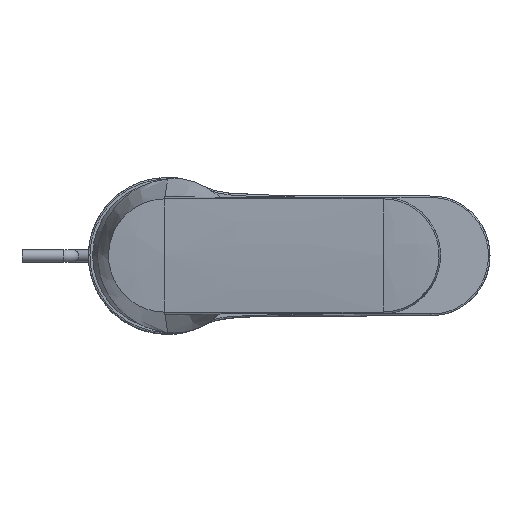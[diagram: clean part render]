
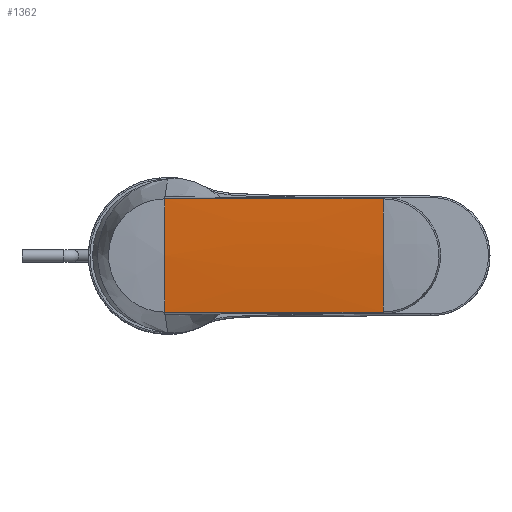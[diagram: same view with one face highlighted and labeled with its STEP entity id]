
A CAD part, top view. The second image highlights one B-rep face of the part: STEP entity #1362.
In plain terms, the highlighted free-form (B-spline) face has degree [5, 3] with [6, 4] control points.
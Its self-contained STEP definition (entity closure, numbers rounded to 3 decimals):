
#227=B_SPLINE_CURVE_WITH_KNOTS('',3,(#7090,#7091,#7092,#7093),
 .UNSPECIFIED.,.F.,.F.,(4,4),(0.,1.),
 .UNSPECIFIED.);
#234=B_SPLINE_CURVE_WITH_KNOTS('',3,(#7222,#7223,#7224,#7225),
 .UNSPECIFIED.,.F.,.F.,(4,4),(0.,1.),.UNSPECIFIED.);
#235=B_SPLINE_CURVE_WITH_KNOTS('',3,(#7228,#7229,#7230,#7231),
 .UNSPECIFIED.,.F.,.F.,(4,4),(0.,0.071),.UNSPECIFIED.);
#236=B_SPLINE_CURVE_WITH_KNOTS('',3,(#7232,#7233,#7234,#7235),
 .UNSPECIFIED.,.F.,.F.,(4,4),(0.,0.071),
 .UNSPECIFIED.);
#278=B_SPLINE_SURFACE_WITH_KNOTS('',5,3,((#7198,#7199,#7200,#7201),(#7202,
#7203,#7204,#7205),(#7206,#7207,#7208,#7209),(#7210,#7211,#7212,#7213),
(#7214,#7215,#7216,#7217),(#7218,#7219,#7220,#7221)),.UNSPECIFIED.,.F.,
 .F.,.F.,(6,6),(4,4),(0.,1.),(0.,1.),.PIECEWISE_BEZIER_KNOTS.);
#683=ORIENTED_EDGE('',*,*,#916,.T.);
#684=ORIENTED_EDGE('',*,*,#917,.F.);
#685=ORIENTED_EDGE('',*,*,#909,.F.);
#686=ORIENTED_EDGE('',*,*,#918,.T.);
#909=EDGE_CURVE('',#1058,#1059,#227,.T.);
#916=EDGE_CURVE('',#1060,#1061,#234,.F.);
#917=EDGE_CURVE('',#1059,#1061,#235,.T.);
#918=EDGE_CURVE('',#1058,#1060,#236,.T.);
#1058=VERTEX_POINT('',#7094);
#1059=VERTEX_POINT('',#7095);
#1060=VERTEX_POINT('',#7226);
#1061=VERTEX_POINT('',#7227);
#1162=EDGE_LOOP('',(#683,#684,#685,#686));
#1265=FACE_BOUND('',#1162,.T.);
#1362=ADVANCED_FACE('',(#1265),#278,.F.);
#7090=CARTESIAN_POINT('',(69.206,18.092,148.142));
#7091=CARTESIAN_POINT('',(69.205,6.044,148.808));
#7092=CARTESIAN_POINT('',(69.205,-6.041,148.808));
#7093=CARTESIAN_POINT('',(69.206,-18.089,148.142));
#7094=CARTESIAN_POINT('',(69.206,18.092,148.142));
#7095=CARTESIAN_POINT('',(69.206,-18.089,148.142));
#7198=CARTESIAN_POINT('',(-0.626,-18.091,137.705));
#7199=CARTESIAN_POINT('',(22.652,-18.091,141.184));
#7200=CARTESIAN_POINT('',(45.929,-18.09,144.663));
#7201=CARTESIAN_POINT('',(69.206,-18.089,148.142));
#7202=CARTESIAN_POINT('',(-0.637,-10.854,138.105));
#7203=CARTESIAN_POINT('',(22.643,-10.854,141.584));
#7204=CARTESIAN_POINT('',(45.924,-10.854,145.063));
#7205=CARTESIAN_POINT('',(69.205,-10.853,148.542));
#7206=CARTESIAN_POINT('',(-0.643,-3.631,138.305));
#7207=CARTESIAN_POINT('',(22.639,-3.631,141.784));
#7208=CARTESIAN_POINT('',(45.922,-3.63,145.262));
#7209=CARTESIAN_POINT('',(69.205,-3.63,148.741));
#7210=CARTESIAN_POINT('',(-0.643,3.631,138.305));
#7211=CARTESIAN_POINT('',(22.639,3.631,141.784));
#7212=CARTESIAN_POINT('',(45.922,3.632,145.262));
#7213=CARTESIAN_POINT('',(69.205,3.632,148.741));
#7214=CARTESIAN_POINT('',(-0.637,10.854,138.105));
#7215=CARTESIAN_POINT('',(22.643,10.855,141.584));
#7216=CARTESIAN_POINT('',(45.924,10.855,145.063));
#7217=CARTESIAN_POINT('',(69.205,10.856,148.542));
#7218=CARTESIAN_POINT('',(-0.626,18.091,137.705));
#7219=CARTESIAN_POINT('',(22.652,18.091,141.184));
#7220=CARTESIAN_POINT('',(45.929,18.092,144.663));
#7221=CARTESIAN_POINT('',(69.206,18.092,148.142));
#7222=CARTESIAN_POINT('',(-0.626,-18.091,137.705));
#7223=CARTESIAN_POINT('',(-0.645,-6.03,138.372));
#7224=CARTESIAN_POINT('',(-0.645,6.03,138.372));
#7225=CARTESIAN_POINT('',(-0.626,18.091,137.705));
#7226=CARTESIAN_POINT('',(-0.626,18.091,137.705));
#7227=CARTESIAN_POINT('',(-0.625,-18.091,137.706));
#7228=CARTESIAN_POINT('',(69.206,-18.089,148.142));
#7229=CARTESIAN_POINT('',(45.929,-18.09,144.663));
#7230=CARTESIAN_POINT('',(22.652,-18.091,141.184));
#7231=CARTESIAN_POINT('',(-0.625,-18.091,137.706));
#7232=CARTESIAN_POINT('',(69.206,18.092,148.142));
#7233=CARTESIAN_POINT('',(45.929,18.092,144.663));
#7234=CARTESIAN_POINT('',(22.652,18.091,141.184));
#7235=CARTESIAN_POINT('',(-0.626,18.091,137.705));
